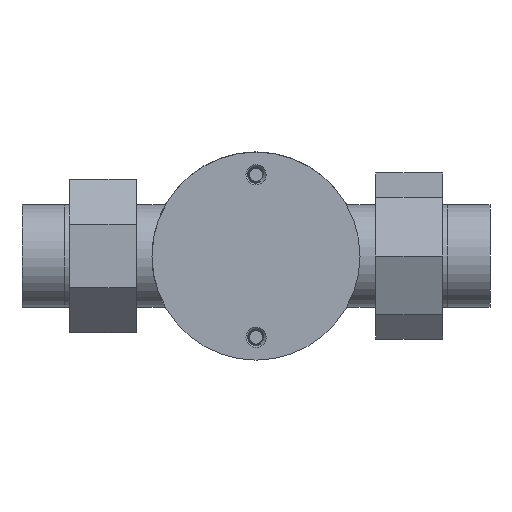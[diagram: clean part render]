
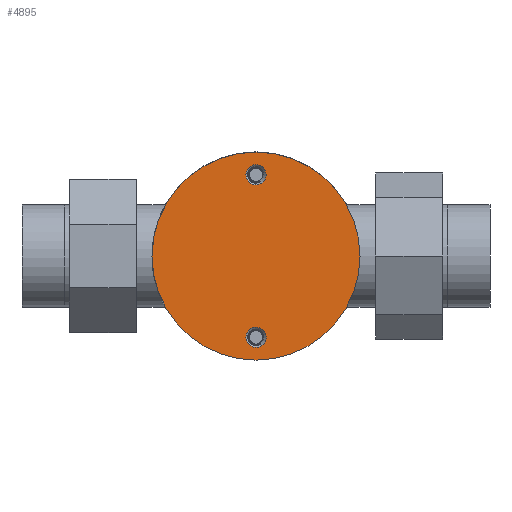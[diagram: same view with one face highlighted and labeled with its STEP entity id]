
A CAD part, front view. The second image highlights one B-rep face of the part: STEP entity #4895.
In plain terms, the highlighted planar face has unit normal (0, -1, -0.001).
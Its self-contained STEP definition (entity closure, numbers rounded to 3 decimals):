
#254 = EDGE_LOOP ( 'NONE', ( #3568 ) ) ;
#488 = FACE_OUTER_BOUND ( 'NONE', #7502, .T. ) ;
#588 = EDGE_CURVE ( 'NONE', #8101, #8101, #7307, .T. ) ;
#687 = CARTESIAN_POINT ( 'NONE',  ( 0., -17.916, 0. ) ) ;
#786 = EDGE_CURVE ( 'NONE', #4909, #4909, #975, .T. ) ;
#901 = CARTESIAN_POINT ( 'NONE',  ( -32., -17.916, 0. ) ) ;
#906 = CARTESIAN_POINT ( 'NONE',  ( 0., -17.916, 25. ) ) ;
#971 = AXIS2_PLACEMENT_3D ( 'NONE', #687, #1465, #2350 ) ;
#975 = CIRCLE ( 'NONE', #971, 32. ) ;
#1222 = PLANE ( 'NONE',  #6706 ) ;
#1465 = DIRECTION ( 'NONE',  ( 0., 1., 0. ) ) ;
#2350 = DIRECTION ( 'NONE',  ( -1., 0., 0. ) ) ;
#2733 = FACE_BOUND ( 'NONE', #254, .T. ) ;
#2799 = AXIS2_PLACEMENT_3D ( 'NONE', #6439, #3133, #8735 ) ;
#2832 = DIRECTION ( 'NONE',  ( 0., 1., 0. ) ) ;
#3133 = DIRECTION ( 'NONE',  ( 0., 1., 0. ) ) ;
#3244 = EDGE_LOOP ( 'NONE', ( #7861 ) ) ;
#3568 = ORIENTED_EDGE ( 'NONE', *, *, #588, .T. ) ;
#4538 = AXIS2_PLACEMENT_3D ( 'NONE', #906, #9627, #8158 ) ;
#4895 = ADVANCED_FACE ( 'NONE', ( #2733, #7693, #488 ), #1222, .F. ) ;
#4909 = VERTEX_POINT ( 'NONE', #901 ) ;
#5406 = EDGE_CURVE ( 'NONE', #8843, #8843, #7879, .T. ) ;
#6439 = CARTESIAN_POINT ( 'NONE',  ( 0., -17.916, -25. ) ) ;
#6487 = CARTESIAN_POINT ( 'NONE',  ( -3.1, -17.916, -25. ) ) ;
#6706 = AXIS2_PLACEMENT_3D ( 'NONE', #7589, #2832, #6849 ) ;
#6849 = DIRECTION ( 'NONE',  ( -1., 0., 0. ) ) ;
#7307 = CIRCLE ( 'NONE', #2799, 3.1 ) ;
#7502 = EDGE_LOOP ( 'NONE', ( #7551 ) ) ;
#7551 = ORIENTED_EDGE ( 'NONE', *, *, #786, .F. ) ;
#7589 = CARTESIAN_POINT ( 'NONE',  ( 0., -17.916, 0. ) ) ;
#7693 = FACE_BOUND ( 'NONE', #3244, .T. ) ;
#7861 = ORIENTED_EDGE ( 'NONE', *, *, #5406, .T. ) ;
#7879 = CIRCLE ( 'NONE', #4538, 3.1 ) ;
#8052 = CARTESIAN_POINT ( 'NONE',  ( -3.1, -17.916, 25. ) ) ;
#8101 = VERTEX_POINT ( 'NONE', #6487 ) ;
#8158 = DIRECTION ( 'NONE',  ( -1., 0., 0. ) ) ;
#8735 = DIRECTION ( 'NONE',  ( -1., 0., 0. ) ) ;
#8843 = VERTEX_POINT ( 'NONE', #8052 ) ;
#9627 = DIRECTION ( 'NONE',  ( 0., 1., 0. ) ) ;
